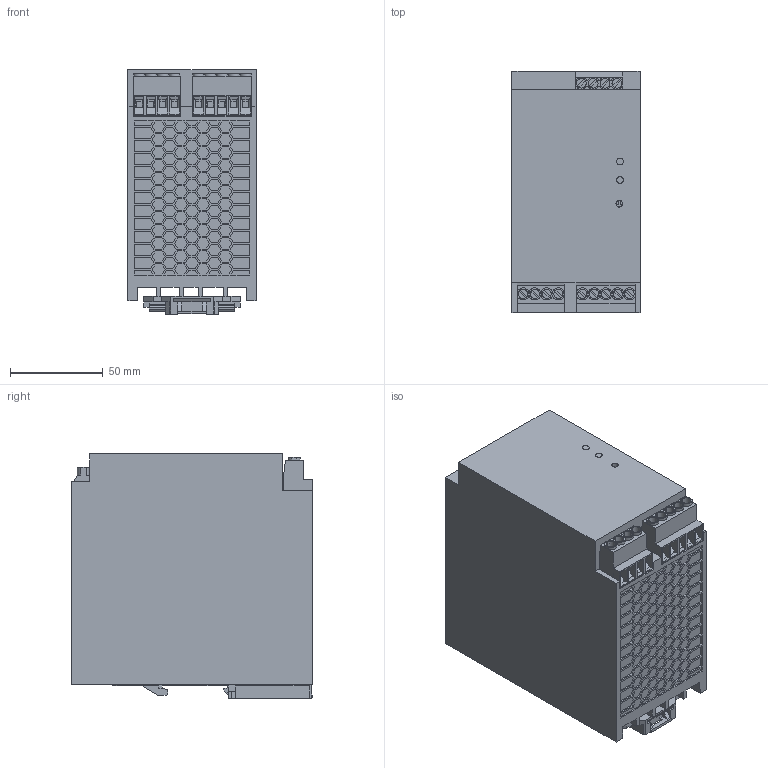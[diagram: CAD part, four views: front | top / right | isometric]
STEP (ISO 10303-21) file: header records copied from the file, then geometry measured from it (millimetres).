
FILE_DESCRIPTION(('Creo Elements/Direct Modeling STEP Export'),'2;1');
FILE_NAME('model.stp','2018-03-26T16:52:11',(''),(''),'Creo Elements/Direct Modeling STEP processor for AP214 (Solid Model)','Creo Elements/Direct Modeling 18.1I 14-Aug-2016 (C) Parametric Technology GmbH','');
FILE_SCHEMA(('AUTOMOTIVE_DESIGN { 1 0 10303 214 1 1 1 1 }'));
Products named in the file (2): QUINT_PS_3AC_24DC_20_CO-select
Assembly tree (1 placements, depth 2):
  QUINT_PS_3AC_24DC_20_CO-select
    QUINT_PS_3AC_24DC_20_CO-select
Bounding box: 69 x 130.09 x 131.59 mm (x, y, z)
Volume: 1058380.3 mm3; surface area: 96308.9 mm2
Topology: 1 solids, 1 shells, 2111 faces, 5470 edges, 3637 vertices
Faces by surface type: plane 2049, cylinder 62
Entity records: 79112 total; most frequent: CARTESIAN_POINT 11045, ORIENTED_EDGE 10940, DIRECTION 9572, EDGE_CURVE 5470, VECTOR 5244, LINE 5244, VERTEX_POINT 3637, EDGE_LOOP 2395
